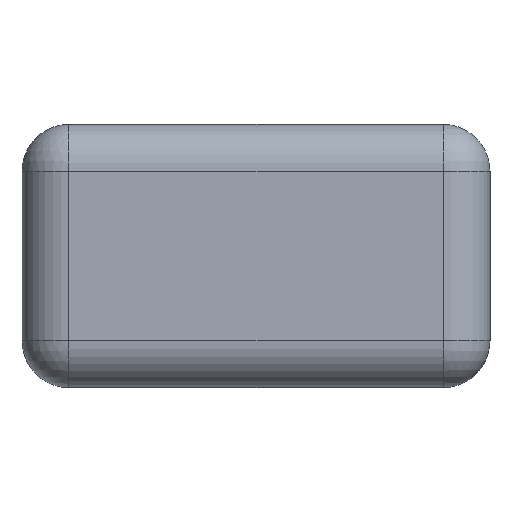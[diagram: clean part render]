
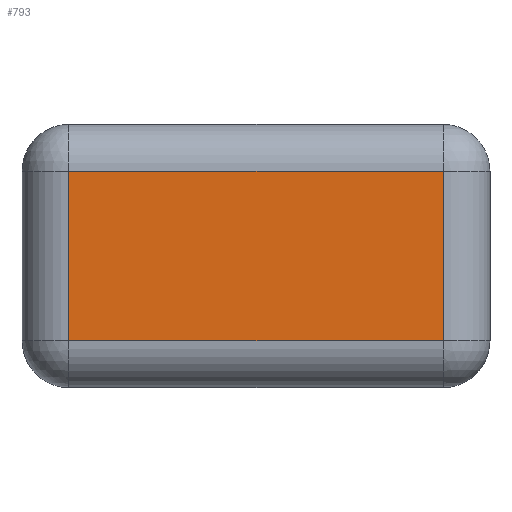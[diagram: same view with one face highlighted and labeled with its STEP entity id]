
A CAD part, left-side view. The second image highlights one B-rep face of the part: STEP entity #793.
In plain terms, the highlighted planar face has unit normal (-1, 0, 0).
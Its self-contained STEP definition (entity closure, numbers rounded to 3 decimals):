
#754=CARTESIAN_POINT('',(-0.8,0.,0.225));
#755=DIRECTION('',(-1.,0.,-0.));
#756=DIRECTION('',(0.,1.,0.));
#757=AXIS2_PLACEMENT_3D('',#754,#755,#756);
#758=PLANE('',#757);
#759=CARTESIAN_POINT('',(-0.8,0.32,0.37));
#760=VERTEX_POINT('',#759);
#761=CARTESIAN_POINT('',(-0.8,0.32,0.08));
#762=VERTEX_POINT('',#761);
#763=CARTESIAN_POINT('',(-0.8,0.32,0.37));
#764=DIRECTION('',(0.,0.,-1.));
#765=VECTOR('',#764,0.29);
#766=LINE('',#763,#765);
#767=EDGE_CURVE('NONE',#760,#762,#766,.T.);
#768=ORIENTED_EDGE('',*,*,#767,.T.);
#769=CARTESIAN_POINT('',(-0.8,-0.32,0.08));
#770=VERTEX_POINT('',#769);
#771=CARTESIAN_POINT('',(-0.8,0.32,0.08));
#772=DIRECTION('',(-0.,-1.,-0.));
#773=VECTOR('',#772,0.64);
#774=LINE('',#771,#773);
#775=EDGE_CURVE('NONE',#762,#770,#774,.T.);
#776=ORIENTED_EDGE('',*,*,#775,.T.);
#777=CARTESIAN_POINT('',(-0.8,-0.32,0.37));
#778=VERTEX_POINT('',#777);
#779=CARTESIAN_POINT('',(-0.8,-0.32,0.08));
#780=DIRECTION('',(-0.,-0.,1.));
#781=VECTOR('',#780,0.29);
#782=LINE('',#779,#781);
#783=EDGE_CURVE('NONE',#770,#778,#782,.T.);
#784=ORIENTED_EDGE('',*,*,#783,.T.);
#785=CARTESIAN_POINT('',(-0.8,-0.32,0.37));
#786=DIRECTION('',(0.,1.,0.));
#787=VECTOR('',#786,0.64);
#788=LINE('',#785,#787);
#789=EDGE_CURVE('NONE',#778,#760,#788,.T.);
#790=ORIENTED_EDGE('',*,*,#789,.T.);
#791=EDGE_LOOP('',(#768,#776,#784,#790));
#792=FACE_BOUND('',#791,.T.);
#793=ADVANCED_FACE('NONE',(#792),#758,.T.);
